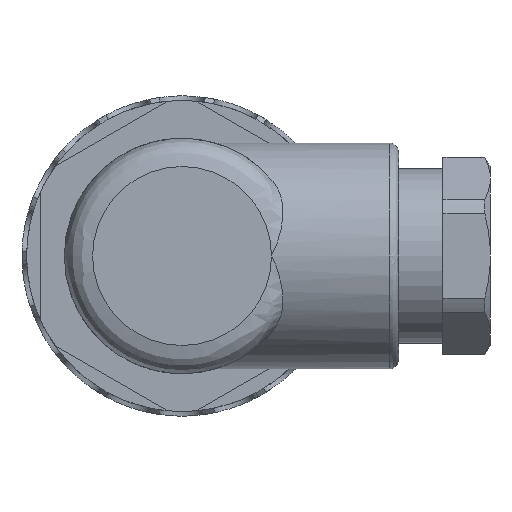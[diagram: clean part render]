
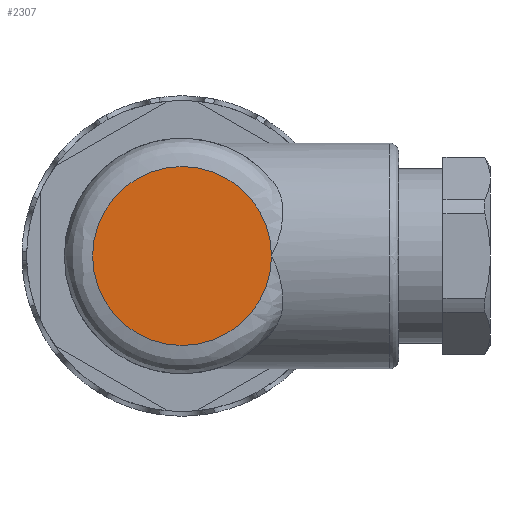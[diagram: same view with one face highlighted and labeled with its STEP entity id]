
A CAD part, front view. The second image highlights one B-rep face of the part: STEP entity #2307.
In plain terms, the highlighted planar face has unit normal (0, -1, 0).
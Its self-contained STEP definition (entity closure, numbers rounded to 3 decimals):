
#390=PLANE('',#7480);
#628=FACE_OUTER_BOUND('',#2801,.T.);
#2307=ADVANCED_FACE('',(#628),#390,.T.);
#2801=EDGE_LOOP('',(#3347,#3348));
#3347=ORIENTED_EDGE('',*,*,#6133,.T.);
#3348=ORIENTED_EDGE('',*,*,#6134,.T.);
#5417=VERTEX_POINT('',#10359);
#5418=VERTEX_POINT('',#10360);
#6133=EDGE_CURVE('',#5417,#5418,#7169,.T.);
#6134=EDGE_CURVE('',#5418,#5417,#7170,.T.);
#7169=CIRCLE('',#7478,9.5);
#7170=CIRCLE('',#7479,9.5);
#7478=AXIS2_PLACEMENT_3D('',#10358,#8264,#8265);
#7479=AXIS2_PLACEMENT_3D('',#10361,#8266,#8267);
#7480=AXIS2_PLACEMENT_3D('',#10362,#8268,#8269);
#8264=DIRECTION('',(0.,-1.,0.));
#8265=DIRECTION('',(-1.,0.,0.));
#8266=DIRECTION('',(0.,-1.,0.));
#8267=DIRECTION('',(1.,0.,0.));
#8268=DIRECTION('',(0.,-1.,0.));
#8269=DIRECTION('',(-1.,0.,0.));
#10358=CARTESIAN_POINT('',(-4.729,-70.382,0.232));
#10359=CARTESIAN_POINT('',(-14.229,-70.382,0.232));
#10360=CARTESIAN_POINT('',(4.771,-70.382,0.232));
#10361=CARTESIAN_POINT('',(-4.729,-70.382,0.232));
#10362=CARTESIAN_POINT('',(5.721,-70.382,10.682));
